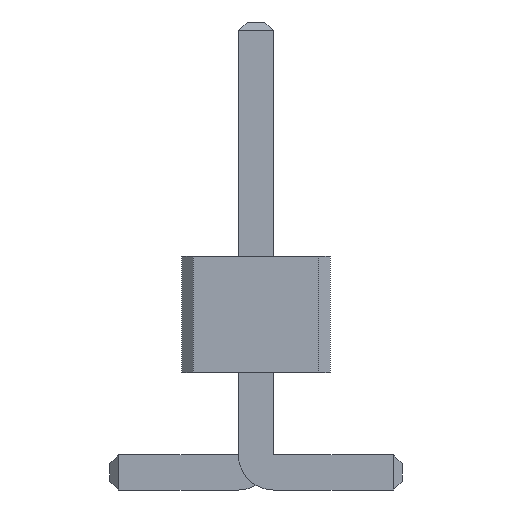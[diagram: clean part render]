
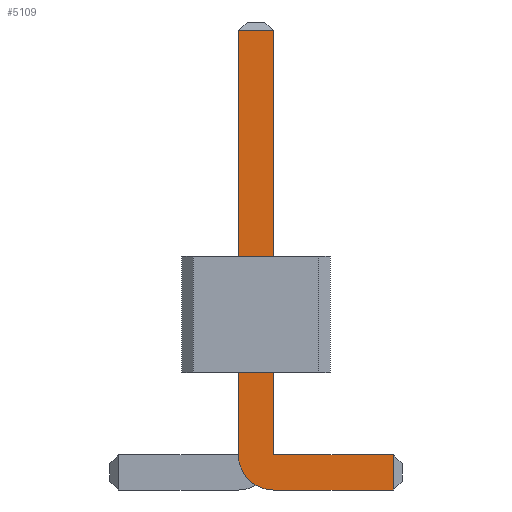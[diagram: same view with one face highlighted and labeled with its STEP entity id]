
A CAD part, front view. The second image highlights one B-rep face of the part: STEP entity #5109.
In plain terms, the highlighted planar face has unit normal (0, -1, 0).
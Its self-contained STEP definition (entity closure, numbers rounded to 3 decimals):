
#67=DIRECTION('',(1.,0.,0.));
#2321=VECTOR('',#67,1.);
#2374=DIRECTION('',(-1.,0.,0.));
#4625=VECTOR('',#2374,1.);
#4918=DIRECTION('',(-0.,1.,0.));
#4919=DIRECTION('',(0.,0.,-1.));
#4926=VECTOR('',#4927,1.);
#4927=DIRECTION('',(0.,0.,1.));
#4938=VECTOR('',#4919,1.);
#4950=DIRECTION('',(0.,1.,0.));
#4951=DIRECTION('',(1.,0.,0.));
#4958=VERTEX_POINT('',#4959);
#4959=CARTESIAN_POINT('',(1.175,-19.65,0.));
#4962=ORIENTED_EDGE('',*,*,#4963,.T.);
#4963=EDGE_CURVE('',#4958,#4964,#4966,.T.);
#4964=VERTEX_POINT('',#4965);
#4965=CARTESIAN_POINT('',(0.15,-19.65,0.));
#4966=LINE('',#4967,#4625);
#4967=CARTESIAN_POINT('',(1.25,-19.65,0.));
#5004=VERTEX_POINT('',#5005);
#5005=CARTESIAN_POINT('',(-0.15,-19.65,0.3));
#5008=EDGE_CURVE('',#4964,#5004,#5009,.T.);
#5009=CIRCLE('',#5010,0.3);
#5010=AXIS2_PLACEMENT_3D('',#5011,#4918,#4919);
#5011=CARTESIAN_POINT('',(0.15,-19.65,0.3));
#5020=VERTEX_POINT('',#5011);
#5022=ORIENTED_EDGE('',*,*,#5023,.T.);
#5023=EDGE_CURVE('',#5020,#5024,#5026,.T.);
#5024=VERTEX_POINT('',#5025);
#5025=CARTESIAN_POINT('',(1.175,-19.65,0.3));
#5026=LINE('',#5011,#2321);
#5036=ORIENTED_EDGE('',*,*,#5037,.T.);
#5037=EDGE_CURVE('',#5004,#5038,#5040,.T.);
#5038=VERTEX_POINT('',#5039);
#5039=CARTESIAN_POINT('',(-0.15,-19.65,3.925));
#5040=LINE('',#5041,#4926);
#5041=CARTESIAN_POINT('',(-0.15,-19.65,0.));
#5054=VERTEX_POINT('',#5055);
#5055=CARTESIAN_POINT('',(0.15,-19.65,3.925));
#5057=ORIENTED_EDGE('',*,*,#5058,.T.);
#5058=EDGE_CURVE('',#5054,#5020,#5059,.T.);
#5059=LINE('',#5060,#4938);
#5060=CARTESIAN_POINT('',(0.15,-19.65,4.));
#5109=ADVANCED_FACE('',(#5110),#5119,.F.);
#5110=FACE_BOUND('',#5111,.F.);
#5111=EDGE_LOOP('',(#4962,#5112,#5036,#5113,#5057,#5022,#5116));
#5112=ORIENTED_EDGE('',*,*,#5008,.T.);
#5113=ORIENTED_EDGE('',*,*,#5114,.T.);
#5114=EDGE_CURVE('',#5038,#5054,#5115,.T.);
#5115=LINE('',#5039,#2321);
#5116=ORIENTED_EDGE('',*,*,#5117,.T.);
#5117=EDGE_CURVE('',#5024,#4958,#5118,.T.);
#5118=LINE('',#5025,#4938);
#5119=PLANE('',#5120);
#5120=AXIS2_PLACEMENT_3D('',#5121,#4950,#4951);
#5121=CARTESIAN_POINT('',(0.173,-19.65,1.623));
